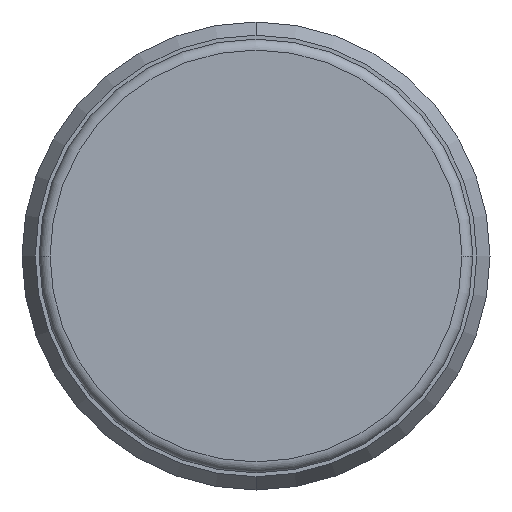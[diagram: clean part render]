
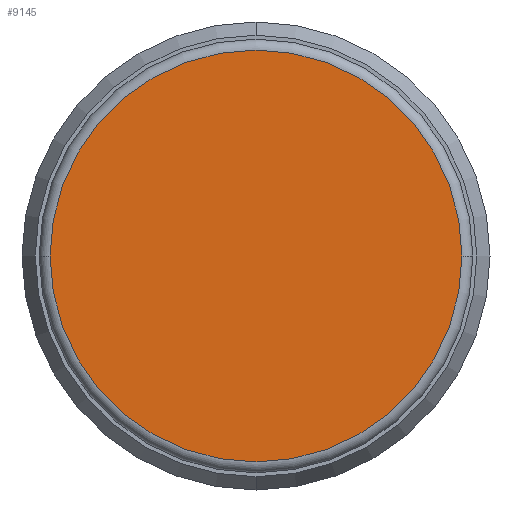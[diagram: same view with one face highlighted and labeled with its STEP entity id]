
A CAD part, left-side view. The second image highlights one B-rep face of the part: STEP entity #9145.
In plain terms, the highlighted face is planar.
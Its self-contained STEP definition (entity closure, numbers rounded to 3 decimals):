
#8692=CARTESIAN_POINT('',(0.,0.,0.));
#8693=DIRECTION('',(0.,-1.,0.));
#8694=DIRECTION('',(-1.,0.,0.));
#8695=AXIS2_PLACEMENT_3D('',#8692,#8693,#8694);
#8697=CARTESIAN_POINT('',(0.,0.,0.));
#8698=DIRECTION('',(0.,-1.,0.));
#8699=DIRECTION('',(1.,0.,0.));
#8700=AXIS2_PLACEMENT_3D('',#8697,#8698,#8699);
#9086=CARTESIAN_POINT('',(-13.2,0.,0.));
#9087=CARTESIAN_POINT('',(13.2,0.,0.));
#9088=VERTEX_POINT('',#9086);
#9089=VERTEX_POINT('',#9087);
#9134=CARTESIAN_POINT('',(0.,0.,0.));
#9135=DIRECTION('',(0.,1.,0.));
#9136=DIRECTION('',(1.,0.,0.));
#9137=AXIS2_PLACEMENT_3D('',#9134,#9135,#9136);
#9138=PLANE('',#9137);
#9140=ORIENTED_EDGE('',*,*,#9139,.F.);
#9142=ORIENTED_EDGE('',*,*,#9141,.F.);
#9143=EDGE_LOOP('',(#9140,#9142));
#9144=FACE_OUTER_BOUND('',#9143,.F.);
#9145=ADVANCED_FACE('',(#9144),#9138,.F.);
#8696=CIRCLE('',#8695,13.2);
#8701=CIRCLE('',#8700,13.2);
#9139=EDGE_CURVE('',#9088,#9089,#8696,.T.);
#9141=EDGE_CURVE('',#9089,#9088,#8701,.T.);
